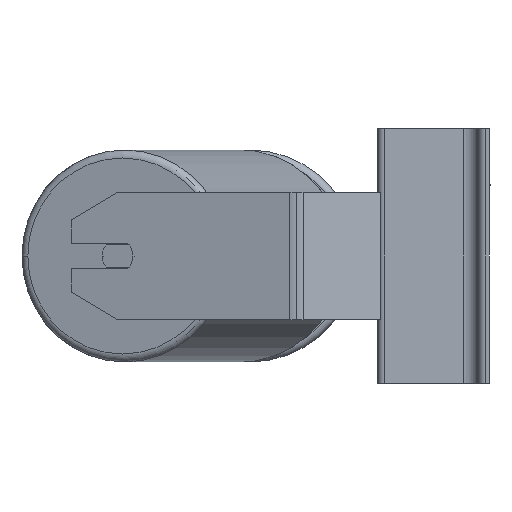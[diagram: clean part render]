
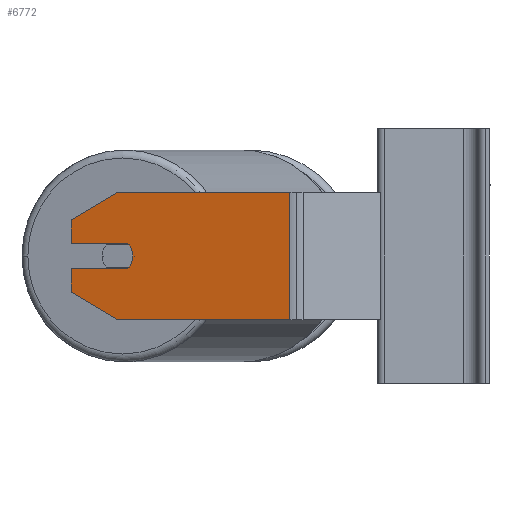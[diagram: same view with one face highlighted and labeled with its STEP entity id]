
A CAD part, left-side view. The second image highlights one B-rep face of the part: STEP entity #6772.
In plain terms, the highlighted planar face has unit normal (-0.966, 0.259, 0).
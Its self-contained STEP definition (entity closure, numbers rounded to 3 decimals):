
#36 = ORIENTED_EDGE ( 'NONE', *, *, #4414, .T. ) ;
#137 = VERTEX_POINT ( 'NONE', #5283 ) ;
#488 = DIRECTION ( 'NONE',  ( 0., 0., -1. ) ) ;
#548 = VECTOR ( 'NONE', #3740, 1000. ) ;
#666 = VERTEX_POINT ( 'NONE', #9532 ) ;
#708 = VERTEX_POINT ( 'NONE', #2169 ) ;
#711 = DIRECTION ( 'NONE',  ( 0.259, 0.966, 0. ) ) ;
#1157 = FACE_OUTER_BOUND ( 'NONE', #8409, .T. ) ;
#1192 = DIRECTION ( 'NONE',  ( -0.966, 0.259, 0. ) ) ;
#1206 = DIRECTION ( 'NONE',  ( 0.966, -0.259, 0. ) ) ;
#1259 = CARTESIAN_POINT ( 'NONE',  ( -463.931, 210.105, 8. ) ) ;
#1335 = EDGE_CURVE ( 'NONE', #8440, #137, #9469, .T. ) ;
#1404 = ORIENTED_EDGE ( 'NONE', *, *, #6472, .F. ) ;
#1588 = VERTEX_POINT ( 'NONE', #10115 ) ;
#1631 = CARTESIAN_POINT ( 'NONE',  ( -471.695, 181.127, -40. ) ) ;
#1871 = ORIENTED_EDGE ( 'NONE', *, *, #4311, .F. ) ;
#1914 = ORIENTED_EDGE ( 'NONE', *, *, #2419, .T. ) ;
#1998 = EDGE_CURVE ( 'NONE', #1588, #4067, #3039, .T. ) ;
#2169 = CARTESIAN_POINT ( 'NONE',  ( -463.931, 210.105, 22.679 ) ) ;
#2261 = AXIS2_PLACEMENT_3D ( 'NONE', #4577, #1192, #9580 ) ;
#2348 = LINE ( 'NONE', #3790, #9327 ) ;
#2380 = EDGE_CURVE ( 'NONE', #666, #3596, #3882, .T. ) ;
#2419 = EDGE_CURVE ( 'NONE', #10620, #9752, #6233, .T. ) ;
#2810 = CARTESIAN_POINT ( 'NONE',  ( -463.931, 210.105, 40. ) ) ;
#2813 = PLANE ( 'NONE',  #3334 ) ;
#3039 = LINE ( 'NONE', #6973, #548 ) ;
#3334 = AXIS2_PLACEMENT_3D ( 'NONE', #10199, #1206, #8616 ) ;
#3596 = VERTEX_POINT ( 'NONE', #1259 ) ;
#3603 = EDGE_CURVE ( 'NONE', #9282, #10620, #4525, .T. ) ;
#3740 = DIRECTION ( 'NONE',  ( -0.259, -0.966, 0. ) ) ;
#3790 = CARTESIAN_POINT ( 'NONE',  ( -463.931, 210.105, 40. ) ) ;
#3882 = LINE ( 'NONE', #6401, #6880 ) ;
#4067 = VERTEX_POINT ( 'NONE', #8471 ) ;
#4174 = VECTOR ( 'NONE', #488, 1000. ) ;
#4258 = CARTESIAN_POINT ( 'NONE',  ( -463.931, 210.105, -22.679 ) ) ;
#4311 = EDGE_CURVE ( 'NONE', #9282, #8440, #6802, .T. ) ;
#4414 = EDGE_CURVE ( 'NONE', #1588, #708, #7733, .T. ) ;
#4525 = LINE ( 'NONE', #2810, #9998 ) ;
#4572 = LINE ( 'NONE', #7862, #4174 ) ;
#4577 = CARTESIAN_POINT ( 'NONE',  ( -471.695, 181.127, 0. ) ) ;
#4772 = ORIENTED_EDGE ( 'NONE', *, *, #1335, .F. ) ;
#4921 = CARTESIAN_POINT ( 'NONE',  ( -463.931, 210.105, -8. ) ) ;
#5283 = CARTESIAN_POINT ( 'NONE',  ( -474.283, 171.468, 0. ) ) ;
#5341 = DIRECTION ( 'NONE',  ( -0.259, -0.966, 0. ) ) ;
#5598 = DIRECTION ( 'NONE',  ( -0.224, -0.837, -0.5 ) ) ;
#6233 = LINE ( 'NONE', #10497, #7401 ) ;
#6239 = CIRCLE ( 'NONE', #7287, 10. ) ;
#6401 = CARTESIAN_POINT ( 'NONE',  ( -463.931, 210.105, 8. ) ) ;
#6472 = EDGE_CURVE ( 'NONE', #4067, #9627, #4572, .T. ) ;
#6752 = ORIENTED_EDGE ( 'NONE', *, *, #3603, .T. ) ;
#6763 = EDGE_CURVE ( 'NONE', #137, #666, #6239, .T. ) ;
#6772 = ADVANCED_FACE ( 'NONE', ( #1157 ), #2813, .F. ) ;
#6802 = LINE ( 'NONE', #10039, #10352 ) ;
#6851 = CARTESIAN_POINT ( 'NONE',  ( -471.695, 181.127, 0. ) ) ;
#6880 = VECTOR ( 'NONE', #711, 1000. ) ;
#6902 = EDGE_CURVE ( 'NONE', #708, #3596, #2348, .T. ) ;
#6929 = CARTESIAN_POINT ( 'NONE',  ( -463.931, 210.105, 22.679 ) ) ;
#6954 = VECTOR ( 'NONE', #9628, 1000. ) ;
#6973 = CARTESIAN_POINT ( 'NONE',  ( -463.931, 210.105, 40. ) ) ;
#7276 = LINE ( 'NONE', #10394, #6954 ) ;
#7287 = AXIS2_PLACEMENT_3D ( 'NONE', #6851, #7765, #5341 ) ;
#7357 = ORIENTED_EDGE ( 'NONE', *, *, #2380, .F. ) ;
#7401 = VECTOR ( 'NONE', #5598, 1000. ) ;
#7733 = LINE ( 'NONE', #6929, #10195 ) ;
#7765 = DIRECTION ( 'NONE',  ( -0.966, 0.259, 0. ) ) ;
#7822 = DIRECTION ( 'NONE',  ( 0., 0., -1. ) ) ;
#7862 = CARTESIAN_POINT ( 'NONE',  ( -500.665, 73.012, 40. ) ) ;
#7944 = ORIENTED_EDGE ( 'NONE', *, *, #8659, .T. ) ;
#8409 = EDGE_LOOP ( 'NONE', ( #6752, #1914, #7944, #1404, #9264, #36, #9361, #7357, #9026, #4772, #1871 ) ) ;
#8440 = VERTEX_POINT ( 'NONE', #9324 ) ;
#8471 = CARTESIAN_POINT ( 'NONE',  ( -500.665, 73.012, 40. ) ) ;
#8616 = DIRECTION ( 'NONE',  ( 0.259, 0.966, 0. ) ) ;
#8659 = EDGE_CURVE ( 'NONE', #9752, #9627, #7276, .T. ) ;
#8724 = CARTESIAN_POINT ( 'NONE',  ( -500.665, 73.012, -40. ) ) ;
#8740 = DIRECTION ( 'NONE',  ( 0.224, 0.837, -0.5 ) ) ;
#8835 = DIRECTION ( 'NONE',  ( 0., 0., -1. ) ) ;
#9026 = ORIENTED_EDGE ( 'NONE', *, *, #6763, .F. ) ;
#9211 = DIRECTION ( 'NONE',  ( -0.259, -0.966, 0. ) ) ;
#9264 = ORIENTED_EDGE ( 'NONE', *, *, #1998, .F. ) ;
#9282 = VERTEX_POINT ( 'NONE', #4921 ) ;
#9324 = CARTESIAN_POINT ( 'NONE',  ( -473.248, 175.332, -8. ) ) ;
#9327 = VECTOR ( 'NONE', #8835, 1000. ) ;
#9361 = ORIENTED_EDGE ( 'NONE', *, *, #6902, .T. ) ;
#9469 = CIRCLE ( 'NONE', #2261, 10. ) ;
#9532 = CARTESIAN_POINT ( 'NONE',  ( -473.248, 175.332, 8. ) ) ;
#9580 = DIRECTION ( 'NONE',  ( -0.259, -0.966, 0. ) ) ;
#9627 = VERTEX_POINT ( 'NONE', #8724 ) ;
#9628 = DIRECTION ( 'NONE',  ( -0.259, -0.966, 0. ) ) ;
#9752 = VERTEX_POINT ( 'NONE', #1631 ) ;
#9998 = VECTOR ( 'NONE', #7822, 1000. ) ;
#10039 = CARTESIAN_POINT ( 'NONE',  ( -463.931, 210.105, -8. ) ) ;
#10115 = CARTESIAN_POINT ( 'NONE',  ( -471.695, 181.127, 40. ) ) ;
#10195 = VECTOR ( 'NONE', #8740, 1000. ) ;
#10199 = CARTESIAN_POINT ( 'NONE',  ( -463.931, 210.105, 40. ) ) ;
#10352 = VECTOR ( 'NONE', #9211, 1000. ) ;
#10394 = CARTESIAN_POINT ( 'NONE',  ( -463.931, 210.105, -40. ) ) ;
#10497 = CARTESIAN_POINT ( 'NONE',  ( -471.695, 181.127, -40. ) ) ;
#10620 = VERTEX_POINT ( 'NONE', #4258 ) ;
